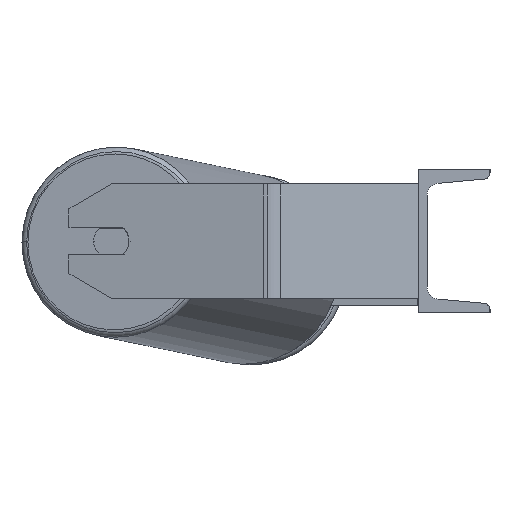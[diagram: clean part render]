
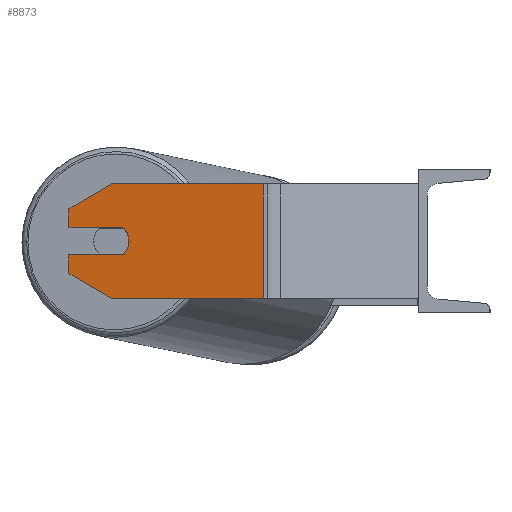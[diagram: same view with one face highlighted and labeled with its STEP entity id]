
A CAD part, left-side view. The second image highlights one B-rep face of the part: STEP entity #8873.
In plain terms, the highlighted planar face has unit normal (-0.985, 0.174, 0).
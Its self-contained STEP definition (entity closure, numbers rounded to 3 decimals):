
#33 = DIRECTION ( 'NONE',  ( -0.15, -0.853, -0.5 ) ) ;
#127 = VERTEX_POINT ( 'NONE', #4489 ) ;
#157 = LINE ( 'NONE', #8551, #673 ) ;
#203 = EDGE_CURVE ( 'NONE', #127, #370, #830, .T. ) ;
#217 = ORIENTED_EDGE ( 'NONE', *, *, #1434, .F. ) ;
#298 = CARTESIAN_POINT ( 'NONE',  ( -831.376, 244.245, -22.679 ) ) ;
#370 = VERTEX_POINT ( 'NONE', #5465 ) ;
#431 = EDGE_CURVE ( 'NONE', #1340, #7591, #7202, .T. ) ;
#433 = EDGE_CURVE ( 'NONE', #6284, #3959, #157, .T. ) ;
#529 = ORIENTED_EDGE ( 'NONE', *, *, #4141, .T. ) ;
#539 = CARTESIAN_POINT ( 'NONE',  ( -831.376, 244.245, -9.5 ) ) ;
#628 = DIRECTION ( 'NONE',  ( -0.174, -0.985, 0. ) ) ;
#673 = VECTOR ( 'NONE', #7019, 1000. ) ;
#776 = CARTESIAN_POINT ( 'NONE',  ( -831.376, 244.245, 40. ) ) ;
#830 = CIRCLE ( 'NONE', #3950, 12.5 ) ;
#869 = LINE ( 'NONE', #776, #4808 ) ;
#872 = DIRECTION ( 'NONE',  ( -0.174, -0.985, 0. ) ) ;
#1093 = VERTEX_POINT ( 'NONE', #8369 ) ;
#1340 = VERTEX_POINT ( 'NONE', #298 ) ;
#1419 = CARTESIAN_POINT ( 'NONE',  ( -831.376, 244.245, 40. ) ) ;
#1433 = ORIENTED_EDGE ( 'NONE', *, *, #6214, .F. ) ;
#1434 = EDGE_CURVE ( 'NONE', #7103, #127, #7391, .T. ) ;
#1453 = VECTOR ( 'NONE', #5996, 1000. ) ;
#1483 = CIRCLE ( 'NONE', #6641, 12.5 ) ;
#1502 = CARTESIAN_POINT ( 'NONE',  ( -831.376, 244.245, -40. ) ) ;
#1533 = DIRECTION ( 'NONE',  ( 0.174, 0.985, 0. ) ) ;
#1553 = ORIENTED_EDGE ( 'NONE', *, *, #4530, .T. ) ;
#1559 = CARTESIAN_POINT ( 'NONE',  ( -836.586, 214.701, -40. ) ) ;
#2025 = VECTOR ( 'NONE', #7140, 1000. ) ;
#2176 = EDGE_CURVE ( 'NONE', #7103, #1340, #869, .T. ) ;
#2189 = ORIENTED_EDGE ( 'NONE', *, *, #433, .F. ) ;
#2501 = ORIENTED_EDGE ( 'NONE', *, *, #3390, .F. ) ;
#2537 = VERTEX_POINT ( 'NONE', #8550 ) ;
#2758 = DIRECTION ( 'NONE',  ( -0.985, 0.174, 0. ) ) ;
#2819 = DIRECTION ( 'NONE',  ( 0.15, 0.853, -0.5 ) ) ;
#2919 = ORIENTED_EDGE ( 'NONE', *, *, #5553, .T. ) ;
#3143 = LINE ( 'NONE', #8776, #6734 ) ;
#3390 = EDGE_CURVE ( 'NONE', #1093, #6284, #3143, .T. ) ;
#3950 = AXIS2_PLACEMENT_3D ( 'NONE', #6052, #4275, #872 ) ;
#3959 = VERTEX_POINT ( 'NONE', #5622 ) ;
#3986 = EDGE_LOOP ( 'NONE', ( #7768, #4723, #529, #2189, #2501, #1553, #2919, #8636, #1433, #5030, #217 ) ) ;
#4141 = EDGE_CURVE ( 'NONE', #7591, #3959, #7092, .T. ) ;
#4233 = CARTESIAN_POINT ( 'NONE',  ( -831.376, 244.245, 22.679 ) ) ;
#4275 = DIRECTION ( 'NONE',  ( -0.985, 0.174, 0. ) ) ;
#4370 = LINE ( 'NONE', #4233, #8261 ) ;
#4489 = CARTESIAN_POINT ( 'NONE',  ( -837.996, 206.7, -9.5 ) ) ;
#4530 = EDGE_CURVE ( 'NONE', #1093, #5018, #4370, .T. ) ;
#4587 = VECTOR ( 'NONE', #8448, 1000. ) ;
#4723 = ORIENTED_EDGE ( 'NONE', *, *, #431, .T. ) ;
#4808 = VECTOR ( 'NONE', #8570, 1000. ) ;
#4866 = VECTOR ( 'NONE', #7903, 1000. ) ;
#5018 = VERTEX_POINT ( 'NONE', #8641 ) ;
#5030 = ORIENTED_EDGE ( 'NONE', *, *, #203, .F. ) ;
#5063 = CARTESIAN_POINT ( 'NONE',  ( -831.376, 244.245, 40. ) ) ;
#5265 = DIRECTION ( 'NONE',  ( -0.174, -0.985, 0. ) ) ;
#5465 = CARTESIAN_POINT ( 'NONE',  ( -838.756, 202.391, 0. ) ) ;
#5553 = EDGE_CURVE ( 'NONE', #5018, #6416, #6492, .T. ) ;
#5616 = LINE ( 'NONE', #6902, #4587 ) ;
#5622 = CARTESIAN_POINT ( 'NONE',  ( -855.3, 108.568, -40. ) ) ;
#5655 = AXIS2_PLACEMENT_3D ( 'NONE', #5063, #7884, #1533 ) ;
#5956 = CARTESIAN_POINT ( 'NONE',  ( -831.376, 244.245, 9.5 ) ) ;
#5996 = DIRECTION ( 'NONE',  ( -0.174, -0.985, 0. ) ) ;
#6052 = CARTESIAN_POINT ( 'NONE',  ( -836.586, 214.701, 0. ) ) ;
#6214 = EDGE_CURVE ( 'NONE', #370, #2537, #1483, .T. ) ;
#6284 = VERTEX_POINT ( 'NONE', #9114 ) ;
#6302 = EDGE_CURVE ( 'NONE', #2537, #6416, #5616, .T. ) ;
#6416 = VERTEX_POINT ( 'NONE', #5956 ) ;
#6492 = LINE ( 'NONE', #1419, #4866 ) ;
#6641 = AXIS2_PLACEMENT_3D ( 'NONE', #8623, #2758, #628 ) ;
#6734 = VECTOR ( 'NONE', #5265, 1000. ) ;
#6902 = CARTESIAN_POINT ( 'NONE',  ( -831.376, 244.245, 9.5 ) ) ;
#7019 = DIRECTION ( 'NONE',  ( 0., 0., -1. ) ) ;
#7092 = LINE ( 'NONE', #1502, #2025 ) ;
#7103 = VERTEX_POINT ( 'NONE', #539 ) ;
#7140 = DIRECTION ( 'NONE',  ( -0.174, -0.985, 0. ) ) ;
#7202 = LINE ( 'NONE', #1559, #7954 ) ;
#7391 = LINE ( 'NONE', #8236, #1453 ) ;
#7591 = VERTEX_POINT ( 'NONE', #8296 ) ;
#7768 = ORIENTED_EDGE ( 'NONE', *, *, #2176, .T. ) ;
#7884 = DIRECTION ( 'NONE',  ( 0.985, -0.174, 0. ) ) ;
#7903 = DIRECTION ( 'NONE',  ( 0., 0., -1. ) ) ;
#7954 = VECTOR ( 'NONE', #33, 1000. ) ;
#8236 = CARTESIAN_POINT ( 'NONE',  ( -837.996, 206.7, -9.5 ) ) ;
#8261 = VECTOR ( 'NONE', #2819, 1000. ) ;
#8296 = CARTESIAN_POINT ( 'NONE',  ( -836.586, 214.701, -40. ) ) ;
#8369 = CARTESIAN_POINT ( 'NONE',  ( -836.586, 214.701, 40. ) ) ;
#8448 = DIRECTION ( 'NONE',  ( 0.174, 0.985, 0. ) ) ;
#8550 = CARTESIAN_POINT ( 'NONE',  ( -837.996, 206.7, 9.5 ) ) ;
#8551 = CARTESIAN_POINT ( 'NONE',  ( -855.3, 108.568, 40. ) ) ;
#8568 = PLANE ( 'NONE',  #5655 ) ;
#8570 = DIRECTION ( 'NONE',  ( 0., 0., -1. ) ) ;
#8611 = FACE_OUTER_BOUND ( 'NONE', #3986, .T. ) ;
#8623 = CARTESIAN_POINT ( 'NONE',  ( -836.586, 214.701, 0. ) ) ;
#8636 = ORIENTED_EDGE ( 'NONE', *, *, #6302, .F. ) ;
#8641 = CARTESIAN_POINT ( 'NONE',  ( -831.376, 244.245, 22.679 ) ) ;
#8776 = CARTESIAN_POINT ( 'NONE',  ( -831.376, 244.245, 40. ) ) ;
#8873 = ADVANCED_FACE ( 'NONE', ( #8611 ), #8568, .F. ) ;
#9114 = CARTESIAN_POINT ( 'NONE',  ( -855.3, 108.568, 40. ) ) ;
